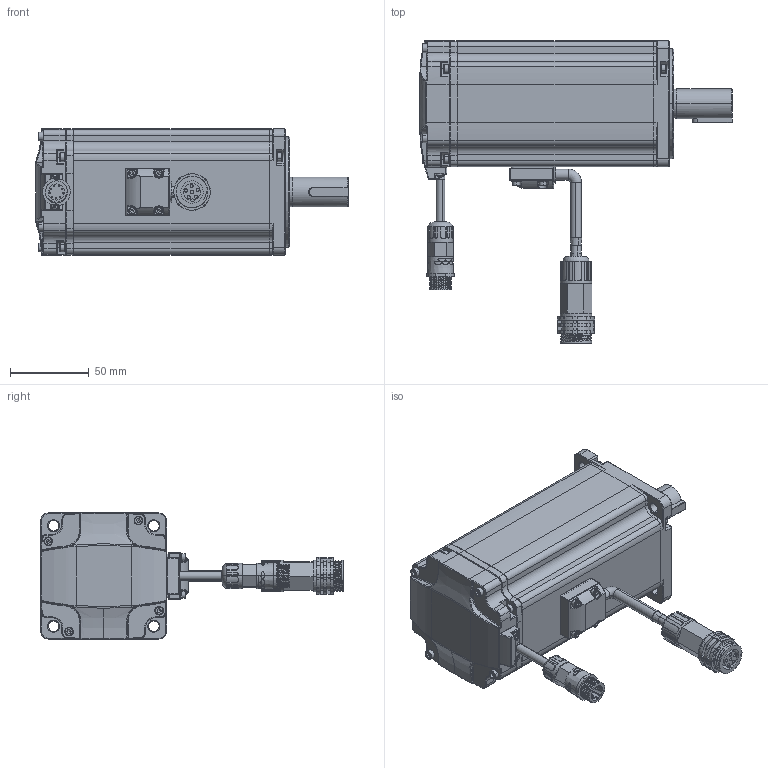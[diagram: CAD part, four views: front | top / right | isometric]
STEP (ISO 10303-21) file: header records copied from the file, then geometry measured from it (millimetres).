
FILE_DESCRIPTION (( 'STEP AP203' ), '1' );
FILE_NAME ('MXL-10A0830LA242.STEP', '2022-08-04T02:45:49', ( '' ), ( '' ), 'SwSTEP 2.0', 'SolidWorks 2018', '' );
FILE_SCHEMA (( 'CONFIG_CONTROL_DESIGN' ));
Products named in the file (1): MXL-10A0830LA242
Bounding box: 198 x 191.99 x 80 mm (x, y, z)
Volume: 468818.6 mm3; surface area: 155157.3 mm2
Topology: 66 solids, 66 shells, 2455 faces, 5907 edges, 3600 vertices
Faces by surface type: plane 925, cylinder 798, cone 276, torus 217, bspline 190, sphere 49
Entity records: 95866 total; most frequent: CARTESIAN_POINT 39417, DIRECTION 12013, ORIENTED_EDGE 11650, EDGE_CURVE 5825, AXIS2_PLACEMENT_3D 4706, VERTEX_POINT 3599, EDGE_LOOP 2666, VECTOR 2601
